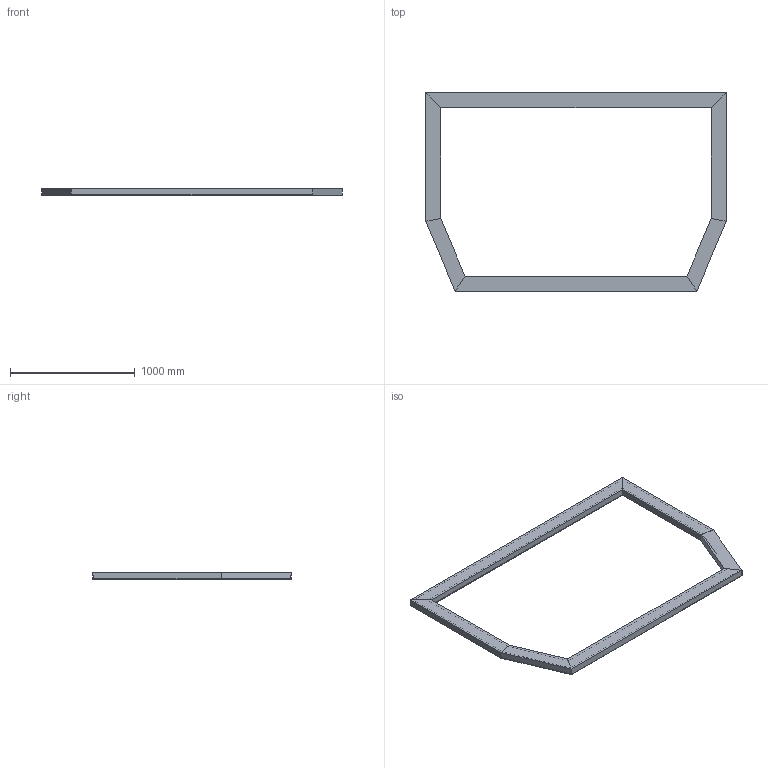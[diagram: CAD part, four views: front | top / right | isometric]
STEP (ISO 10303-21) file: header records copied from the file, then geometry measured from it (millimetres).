
FILE_DESCRIPTION (( 'STEP AP203' ), '1' );
FILE_NAME ('M5 - erp33390_kapak npu 120lik.IGS_Default_sldprt.STEP', '2023-01-17T08:15:46', ( '' ), ( '' ), 'SwSTEP 2.0', 'SolidWorks 2019', '' );
FILE_SCHEMA (( 'CONFIG_CONTROL_DESIGN' ));
Length unit declared in the file: millimetre
Products named in the file (1): M5 - erp33390_kapak npu 120lik.IGS_Default_sldprt
Bounding box: 2410 x 1593 x 55 mm (x, y, z)
Surface area: 3106836 mm2 (no closed solid volume)
Topology: 0 solids, 18 shells, 84 faces, 360 edges, 288 vertices
Faces by surface type: bspline 84
Entity records: 6966 total; most frequent: CARTESIAN_POINT 5113, ORIENTED_EDGE 432, B_SPLINE_CURVE_WITH_KNOTS 360, EDGE_CURVE 360, VERTEX_POINT 288, ADVANCED_FACE 84, FACE_OUTER_BOUND 84, EDGE_LOOP 84
